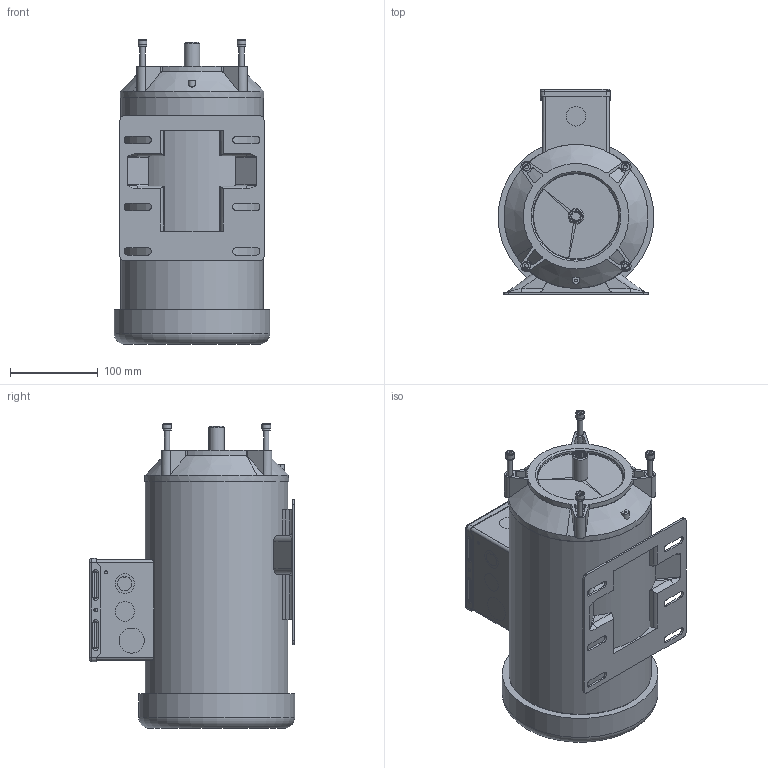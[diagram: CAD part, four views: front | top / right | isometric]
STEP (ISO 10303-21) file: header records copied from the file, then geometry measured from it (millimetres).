
FILE_DESCRIPTION (( 'STEP AP203' ), '1' );
FILE_NAME ('DER23126257_KMC20.STEP', '2024-08-05T09:13:07', ( '' ), ( '' ), 'SwSTEP 2.0', 'SolidWorks 2022', '' );
FILE_SCHEMA (( 'CONFIG_CONTROL_DESIGN' ));
Length unit declared in the file: millimetre
Products named in the file (1): DER23126257_KMC20
Bounding box: 177.8 x 234.08 x 347.57 mm (x, y, z)
Surface area: 387911.1 mm2 (no closed solid volume)
Topology: 0 solids, 25 shells, 409 faces, 1584 edges, 1186 vertices
Faces by surface type: cylinder 214, plane 144, cone 23, torus 14, bspline 10, sphere 4
Full cylindrical faces by diameter (mm): 3.048 x1, 4.369 x2, 5.105 x4, 6 x4, 9.881 x4, 17.78 x1, 98.425 x1, 162.56 x2, 164.116 x1, 177.8 x1
Entity records: 22694 total; most frequent: CARTESIAN_POINT 9655, DIRECTION 2597, ORIENTED_EDGE 2573, EDGE_CURVE 1539, VERTEX_POINT 1177, AXIS2_PLACEMENT_3D 966, VECTOR 665, LINE 665
